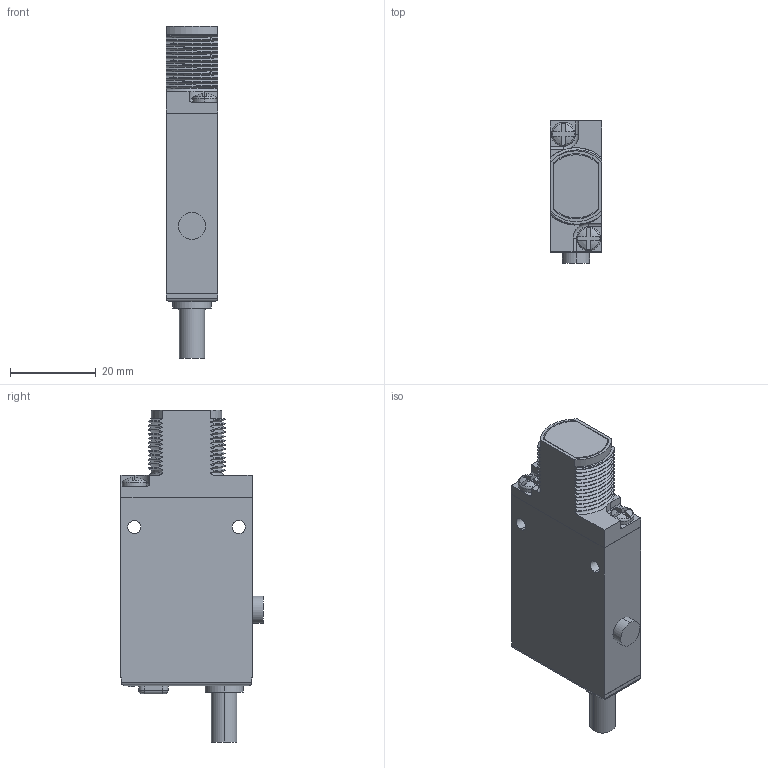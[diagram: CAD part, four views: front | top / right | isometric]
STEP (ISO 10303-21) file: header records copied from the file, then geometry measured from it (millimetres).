
FILE_DESCRIPTION((''),'2;1');
FILE_NAME('154495_SW','2011-01-10T',('banengservice'),('BANNER ENGINEERING'),'PRO/ENGINEER BY PARAMETRIC TECHNOLOGY CORPORATION, 2009141','PRO/ENGINEER BY PARAMETRIC TECHNOLOGY CORPORATION, 2009141','');
FILE_SCHEMA(('CONFIG_CONTROL_DESIGN'));
Length unit declared in the file: inch
Products named in the file (1): 154495_SW
Bounding box: 12.09 x 33.27 x 77.43 mm (x, y, z)
Volume: 8004.8 mm3; surface area: 13635.9 mm2
Topology: 4 solids, 6 shells, 673 faces, 1820 edges, 1184 vertices
Faces by surface type: plane 366, cylinder 184, bspline 85, cone 14, torus 12, sphere 12
Entity records: 26804 total; most frequent: CARTESIAN_POINT 10280, ORIENTED_EDGE 3632, DIRECTION 3109, EDGE_CURVE 1816, VERTEX_POINT 1184, VECTOR 1153, LINE 1153, AXIS2_PLACEMENT_3D 978
